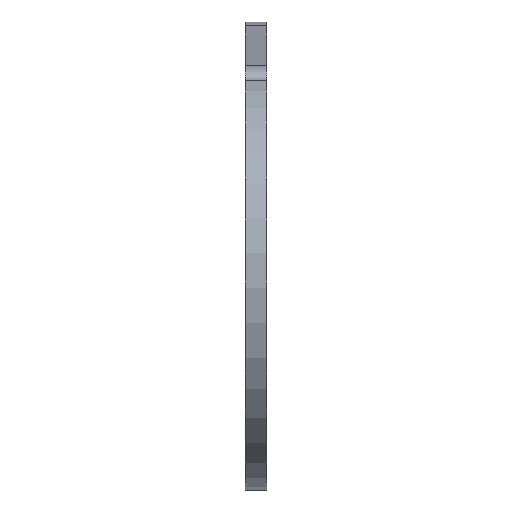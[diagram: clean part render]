
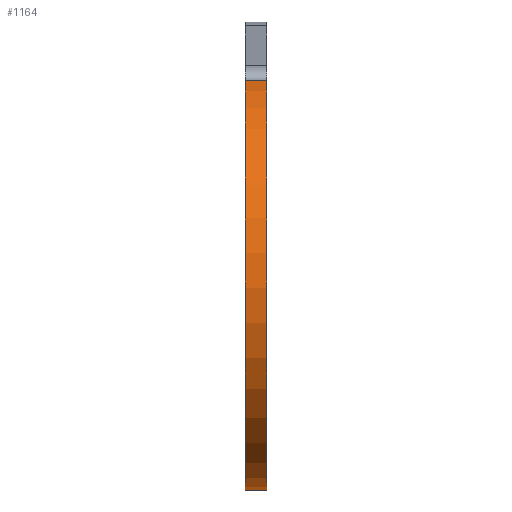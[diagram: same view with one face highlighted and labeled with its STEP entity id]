
A CAD part, left-side view. The second image highlights one B-rep face of the part: STEP entity #1164.
In plain terms, the highlighted cylindrical face has radius 62.456 mm (diameter 124.912 mm), a partial arc.
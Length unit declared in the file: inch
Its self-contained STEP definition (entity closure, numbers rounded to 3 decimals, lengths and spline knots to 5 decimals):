
#46 = DIRECTION ( 'NONE',  ( 0., 0., 1. ) ) ;
#53 = CARTESIAN_POINT ( 'NONE',  ( 0., 0.125, -0.0839 ) ) ;
#151 = EDGE_CURVE ( 'NONE', #659, #1256, #1314, .T. ) ;
#178 = CIRCLE ( 'NONE', #1151, 2.4589 ) ;
#244 = AXIS2_PLACEMENT_3D ( 'NONE', #1022, #1603, #1577 ) ;
#320 = ORIENTED_EDGE ( 'NONE', *, *, #1568, .T. ) ;
#346 = CIRCLE ( 'NONE', #1241, 2.4589 ) ;
#382 = ORIENTED_EDGE ( 'NONE', *, *, #1688, .F. ) ;
#409 = LINE ( 'NONE', #1405, #1181 ) ;
#446 = DIRECTION ( 'NONE',  ( 0., 1., 0. ) ) ;
#452 = FACE_OUTER_BOUND ( 'NONE', #483, .T. ) ;
#483 = EDGE_LOOP ( 'NONE', ( #382, #489, #647, #320 ) ) ;
#489 = ORIENTED_EDGE ( 'NONE', *, *, #151, .T. ) ;
#647 = ORIENTED_EDGE ( 'NONE', *, *, #1676, .T. ) ;
#659 = VERTEX_POINT ( 'NONE', #896 ) ;
#728 = CARTESIAN_POINT ( 'NONE',  ( 0., -0.125, -0.0839 ) ) ;
#808 = CARTESIAN_POINT ( 'NONE',  ( 0.55211, -0.125, 2.31221 ) ) ;
#896 = CARTESIAN_POINT ( 'NONE',  ( 0.55211, 0.125, 2.31221 ) ) ;
#985 = DIRECTION ( 'NONE',  ( 0., 1., 0. ) ) ;
#1003 = VECTOR ( 'NONE', #1175, 39.37008 ) ;
#1022 = CARTESIAN_POINT ( 'NONE',  ( 0., -0.125, -0.0839 ) ) ;
#1105 = VERTEX_POINT ( 'NONE', #1569 ) ;
#1151 = AXIS2_PLACEMENT_3D ( 'NONE', #728, #446, #1307 ) ;
#1159 = DIRECTION ( 'NONE',  ( 0., 1., 0. ) ) ;
#1164 = ADVANCED_FACE ( 'NONE', ( #452 ), #1191, .T. ) ;
#1175 = DIRECTION ( 'NONE',  ( 0., -1., 0. ) ) ;
#1181 = VECTOR ( 'NONE', #985, 39.37008 ) ;
#1191 = CYLINDRICAL_SURFACE ( 'NONE', #244, 2.4589 ) ;
#1230 = CARTESIAN_POINT ( 'NONE',  ( -0.55211, -0.125, 2.31221 ) ) ;
#1241 = AXIS2_PLACEMENT_3D ( 'NONE', #53, #1159, #46 ) ;
#1256 = VERTEX_POINT ( 'NONE', #808 ) ;
#1288 = CARTESIAN_POINT ( 'NONE',  ( 0.55211, -0.125, 2.31221 ) ) ;
#1307 = DIRECTION ( 'NONE',  ( 0., 0., 1. ) ) ;
#1314 = LINE ( 'NONE', #1288, #1003 ) ;
#1404 = VERTEX_POINT ( 'NONE', #1230 ) ;
#1405 = CARTESIAN_POINT ( 'NONE',  ( -0.55211, -0.125, 2.31221 ) ) ;
#1568 = EDGE_CURVE ( 'NONE', #1404, #1105, #409, .T. ) ;
#1569 = CARTESIAN_POINT ( 'NONE',  ( -0.55211, 0.125, 2.31221 ) ) ;
#1577 = DIRECTION ( 'NONE',  ( 0., 0., 1. ) ) ;
#1603 = DIRECTION ( 'NONE',  ( 0., 1., 0. ) ) ;
#1676 = EDGE_CURVE ( 'NONE', #1256, #1404, #178, .T. ) ;
#1688 = EDGE_CURVE ( 'NONE', #659, #1105, #346, .T. ) ;
